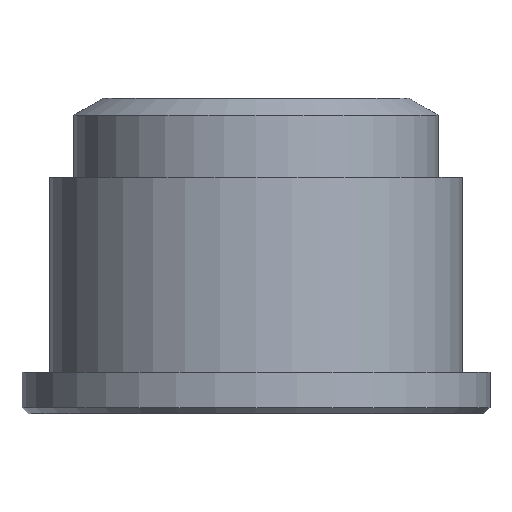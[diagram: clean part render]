
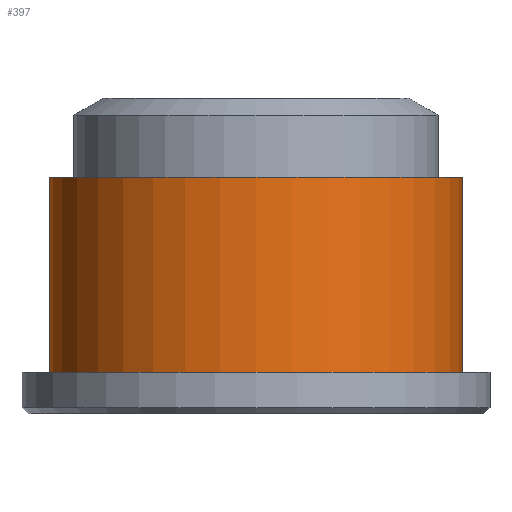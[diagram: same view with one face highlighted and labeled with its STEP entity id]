
A CAD part, front view. The second image highlights one B-rep face of the part: STEP entity #397.
In plain terms, the highlighted cylindrical face has radius 16.95 mm (diameter 33.9 mm), a partial arc.
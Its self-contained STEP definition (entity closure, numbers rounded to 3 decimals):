
#1 = CIRCLE ( 'NONE', #446, 16.95 ) ;
#39 = CARTESIAN_POINT ( 'NONE',  ( 16.95, 0., 19.4 ) ) ;
#46 = ORIENTED_EDGE ( 'NONE', *, *, #359, .T. ) ;
#48 = DIRECTION ( 'NONE',  ( 1., 0., 0. ) ) ;
#51 = DIRECTION ( 'NONE',  ( 1., 0., 0. ) ) ;
#66 = LINE ( 'NONE', #197, #377 ) ;
#68 = CARTESIAN_POINT ( 'NONE',  ( -16.95, 0., 3.4 ) ) ;
#77 = DIRECTION ( 'NONE',  ( 0., 0., -1. ) ) ;
#86 = ORIENTED_EDGE ( 'NONE', *, *, #384, .F. ) ;
#120 = AXIS2_PLACEMENT_3D ( 'NONE', #454, #319, #51 ) ;
#122 = CARTESIAN_POINT ( 'NONE',  ( 0., 0., 19.4 ) ) ;
#153 = CARTESIAN_POINT ( 'NONE',  ( 16.95, 0., 3.4 ) ) ;
#176 = EDGE_CURVE ( 'NONE', #248, #306, #450, .T. ) ;
#197 = CARTESIAN_POINT ( 'NONE',  ( 16.95, 0., 19.4 ) ) ;
#208 = CARTESIAN_POINT ( 'NONE',  ( 0., 0., 19.4 ) ) ;
#231 = EDGE_LOOP ( 'NONE', ( #288, #86, #234, #46 ) ) ;
#234 = ORIENTED_EDGE ( 'NONE', *, *, #176, .T. ) ;
#248 = VERTEX_POINT ( 'NONE', #432 ) ;
#264 = VECTOR ( 'NONE', #374, 1000. ) ;
#282 = VERTEX_POINT ( 'NONE', #39 ) ;
#284 = DIRECTION ( 'NONE',  ( 0., 0., 1. ) ) ;
#288 = ORIENTED_EDGE ( 'NONE', *, *, #290, .F. ) ;
#290 = EDGE_CURVE ( 'NONE', #282, #295, #66, .T. ) ;
#295 = VERTEX_POINT ( 'NONE', #153 ) ;
#306 = VERTEX_POINT ( 'NONE', #68 ) ;
#319 = DIRECTION ( 'NONE',  ( 0., 0., 1. ) ) ;
#322 = DIRECTION ( 'NONE',  ( -1., 0., 0. ) ) ;
#324 = CIRCLE ( 'NONE', #120, 16.95 ) ;
#353 = DIRECTION ( 'NONE',  ( 0., 0., -1. ) ) ;
#359 = EDGE_CURVE ( 'NONE', #306, #295, #324, .T. ) ;
#367 = FACE_OUTER_BOUND ( 'NONE', #231, .T. ) ;
#374 = DIRECTION ( 'NONE',  ( 0., 0., -1. ) ) ;
#377 = VECTOR ( 'NONE', #77, 1000. ) ;
#384 = EDGE_CURVE ( 'NONE', #248, #282, #1, .T. ) ;
#393 = CYLINDRICAL_SURFACE ( 'NONE', #461, 16.95 ) ;
#397 = ADVANCED_FACE ( 'NONE', ( #367 ), #393, .T. ) ;
#432 = CARTESIAN_POINT ( 'NONE',  ( -16.95, 0., 19.4 ) ) ;
#439 = CARTESIAN_POINT ( 'NONE',  ( -16.95, 0., 19.4 ) ) ;
#446 = AXIS2_PLACEMENT_3D ( 'NONE', #122, #284, #48 ) ;
#450 = LINE ( 'NONE', #439, #264 ) ;
#454 = CARTESIAN_POINT ( 'NONE',  ( 0., 0., 3.4 ) ) ;
#461 = AXIS2_PLACEMENT_3D ( 'NONE', #208, #353, #322 ) ;
